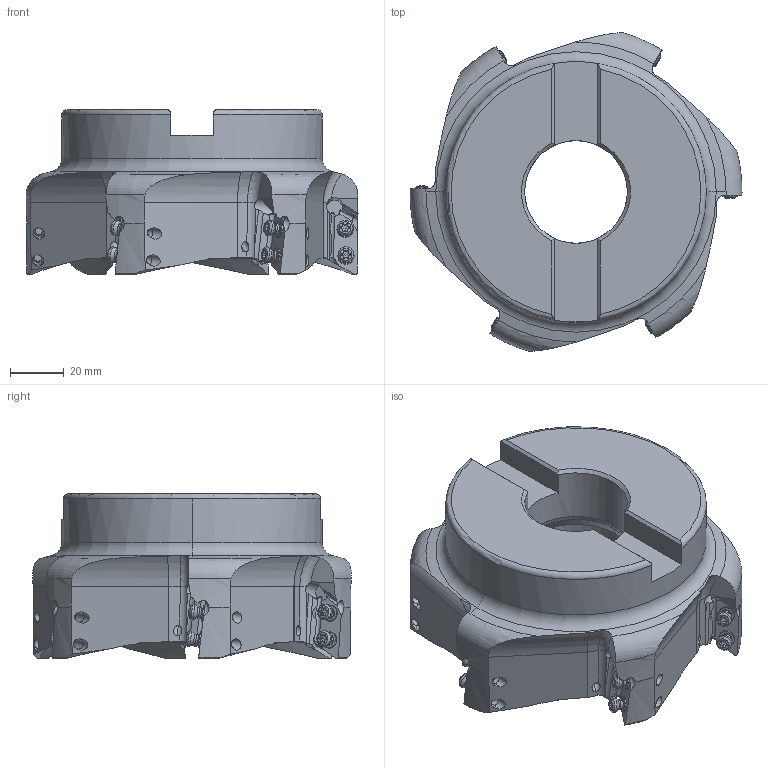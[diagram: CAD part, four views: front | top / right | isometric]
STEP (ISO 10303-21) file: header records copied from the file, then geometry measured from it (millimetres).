
FILE_DESCRIPTION(/* description */ (''),/* implementation_level */ '2;1');
FILE_NAME(/* name */ 'AXD7000UR0506EA.stp',/* time_stamp */ '2019-03-25T17:26:28+09:00',/* author */ (''),/* organization */ (''),/* preprocessor_version */ 'ST-DEVELOPER v16',/* originating_system */ 'SIEMENS PLM Software NX 10.0',/* authorisation */ '');
FILE_SCHEMA (('AUTOMOTIVE_DESIGN { 1 0 10303 214 3 1 1 1 }'));
Length unit declared in the file: millimetre
Products named in the file (1): AXD7000UR0506EA_ASM
Bounding box: 123.3 x 118.36 x 61.22 mm (x, y, z)
Volume: 370834.3 mm3; surface area: 52044.5 mm2
Topology: 13 solids, 13 shells, 768 faces, 2313 edges, 1577 vertices
Faces by surface type: cylinder 364, cone 172, plane 152, torus 56, sphere 24
Entity records: 34366 total; most frequent: CARTESIAN_POINT 13177, ORIENTED_EDGE 4578, DIRECTION 4396, EDGE_CURVE 2289, AXIS2_PLACEMENT_3D 1882, VERTEX_POINT 1577, CIRCLE 950, EDGE_LOOP 836
